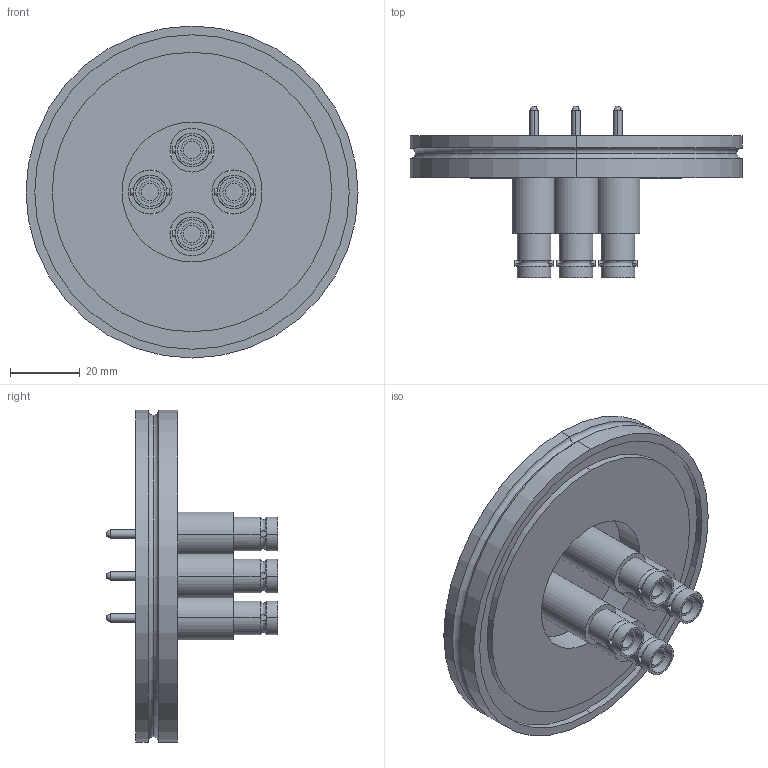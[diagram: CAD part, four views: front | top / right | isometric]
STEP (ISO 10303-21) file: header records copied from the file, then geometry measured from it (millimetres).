
FILE_DESCRIPTION (( 'STEP AP214' ), '1' );
FILE_NAME ('241-SHV-ISO63-4.STEP', '2022-01-10T15:06:23', ( '' ), ( '' ), 'SwSTEP 2.0', 'SolidWorks 2017', '' );
FILE_SCHEMA (( 'AUTOMOTIVE_DESIGN' ));
Length unit declared in the file: millimetre
Products named in the file (3): 241-SHV-ISO63-4; 241-SHV; 9441-ISO63-12.6-4_DN063 ISO-K
Assembly tree (5 placements, depth 2):
  241-SHV-ISO63-4
    9441-ISO63-12.6-4_DN063 ISO-K
    241-SHV  x4
Bounding box: 95 x 49.15 x 95 mm (x, y, z)
Volume: 73716.6 mm3; surface area: 37185.3 mm2
Topology: 17 solids, 17 shells, 217 faces, 484 edges, 318 vertices
Faces by surface type: cylinder 118, plane 63, bspline 24, cone 8, torus 4
Entity records: 2699 total; most frequent: CARTESIAN_POINT 755, DIRECTION 410, ORIENTED_EDGE 346, AXIS2_PLACEMENT_3D 181, EDGE_CURVE 173, VERTEX_POINT 114, CIRCLE 100, EDGE_LOOP 97
